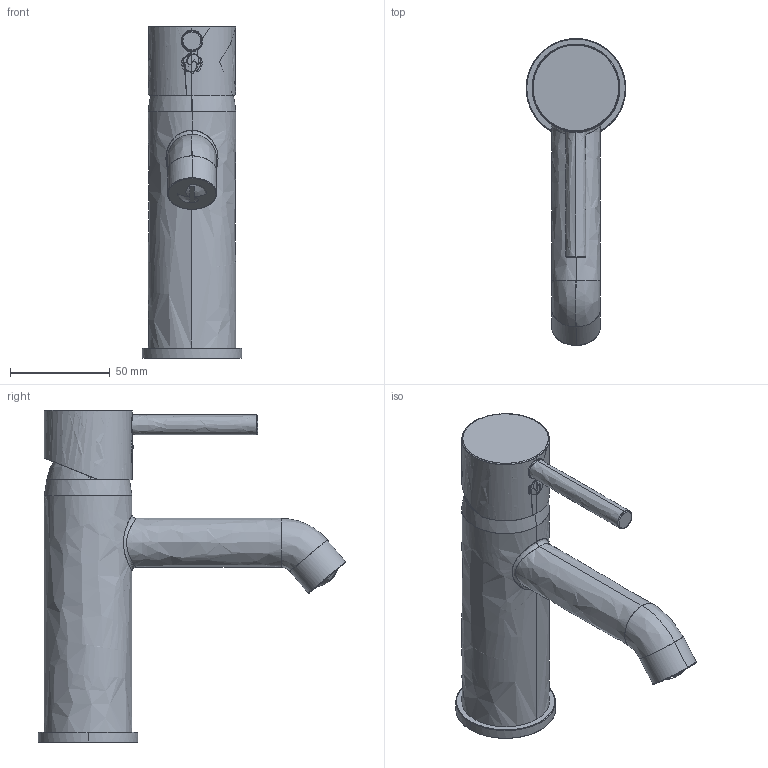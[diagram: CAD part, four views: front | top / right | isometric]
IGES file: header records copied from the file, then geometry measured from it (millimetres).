
Start section:  PTC IGES file: a41985_.igs  PTC IGES file: a41941.igs  PTC IGES file: a41936.igs  PTC IGES file: a41936.igs
Global section: file name: 13HA41984.igs; native system: Rhinoceros ( May 19 2006 ); preprocessor: Trout Lake IGES 012 May 19 2006; date: 120713.134456; units: millimetre
Bounding box: 50 x 154.26 x 166.66 mm (x, y, z)
Surface area: 45756 mm2 (no closed solid volume)
Topology: 0 solids, 0 shells, 54 faces, 838 edges, 839 vertices
Faces by surface type: bspline 54
